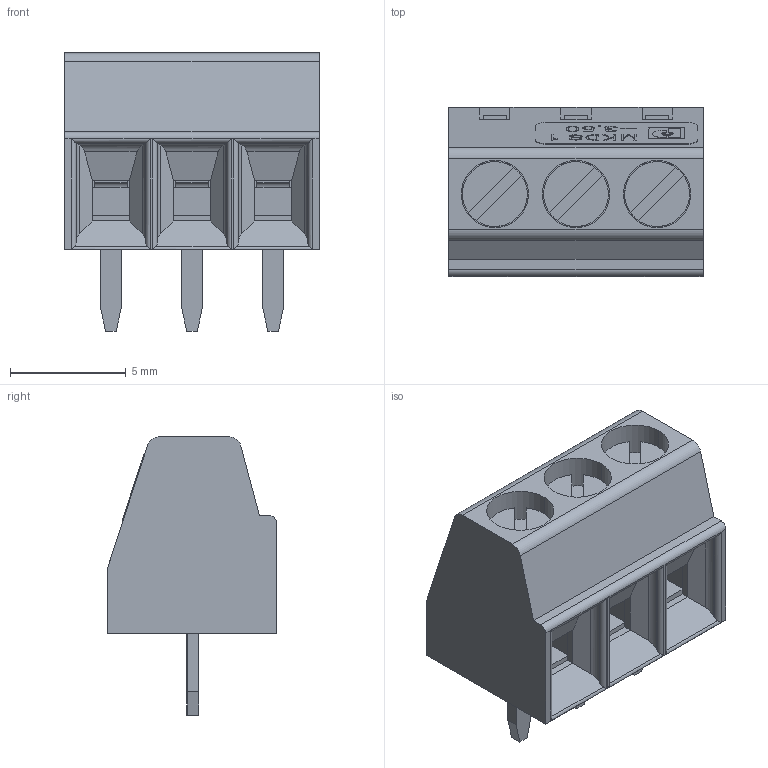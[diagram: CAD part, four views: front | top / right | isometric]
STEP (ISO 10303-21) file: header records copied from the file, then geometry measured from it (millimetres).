
FILE_DESCRIPTION(('STEP AP242'),'1');
FILE_NAME('1751251.stp','2024-03-24T22:16:53',('TraceParts'),('TraceParts S.A.'),'Spatial InterOp 3D',' ',' ');
FILE_SCHEMA(('AP242_MANAGED_MODEL_BASED_3D_ENGINEERING_MIM_LF {1 0 10303 442 1 1 4}'));
Length unit declared in the file: millimetre
Products named in the file (1): 1751251_1
Bounding box: 11 x 7.3 x 12 mm (x, y, z)
Volume: 417.7 mm3; surface area: 1366.1 mm2
Topology: 10 solids, 10 shells, 741 faces, 2073 edges, 1366 vertices
Faces by surface type: plane 622, cylinder 105, extrusion 11, bspline 3
Entity records: 32229 total; most frequent: CARTESIAN_POINT 5544, ORIENTED_EDGE 4146, DIRECTION 3735, EDGE_CURVE 2073, VECTOR 1805, LINE 1794, VERTEX_POINT 1366, STYLED_ITEM 1030
